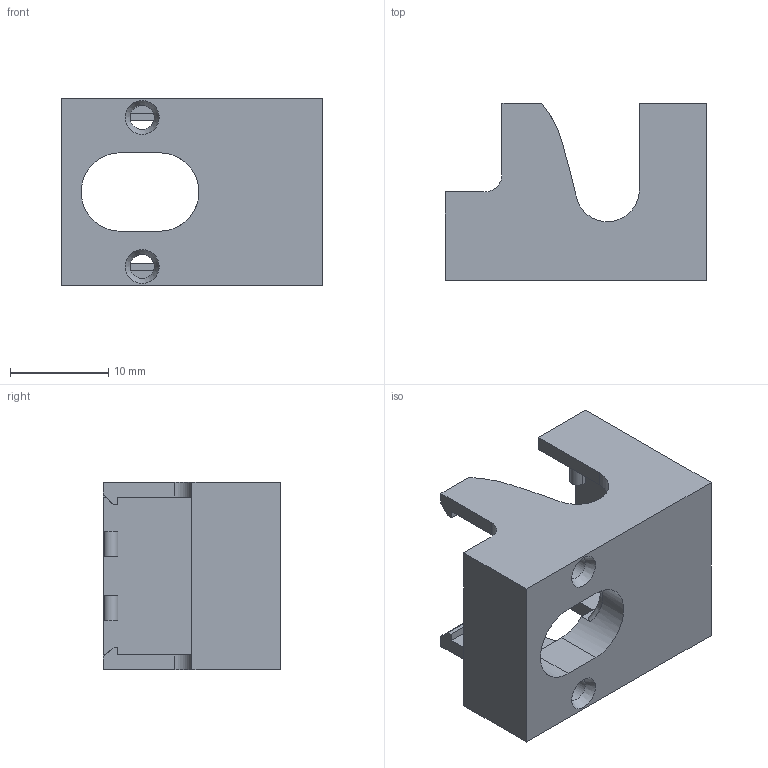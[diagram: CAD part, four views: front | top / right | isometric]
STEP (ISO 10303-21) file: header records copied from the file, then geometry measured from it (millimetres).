
FILE_DESCRIPTION(/* description */ (''),/* implementation_level */ '2;1');
FILE_NAME(/* name */ 'TriangleLab_Clip.stp',/* time_stamp */ '2021-08-31T13:26:07+02:00',/* author */ ('Rama'),/* organization */ (''),/* preprocessor_version */ 'ST-DEVELOPER v18.1',/* originating_system */ 'Autodesk Inventor 2021',/* authorisation */ '');
FILE_SCHEMA (('AUTOMOTIVE_DESIGN { 1 0 10303 214 3 1 1 }'));
Length unit declared in the file: millimetre
Products named in the file (1): TriangleLab_Clip
Bounding box: 26.61 x 18.1 x 19.1 mm (x, y, z)
Volume: 3006.1 mm3; surface area: 3066.1 mm2
Topology: 1 solids, 1 shells, 69 faces, 206 edges, 137 vertices
Faces by surface type: plane 47, cylinder 17, bspline 3, cone 2
Full cylindrical faces by diameter (mm): 2.459 x2
Entity records: 2475 total; most frequent: CARTESIAN_POINT 520, ORIENTED_EDGE 412, DIRECTION 396, EDGE_CURVE 206, LINE 146, VECTOR 146, VERTEX_POINT 137, AXIS2_PLACEMENT_3D 125
